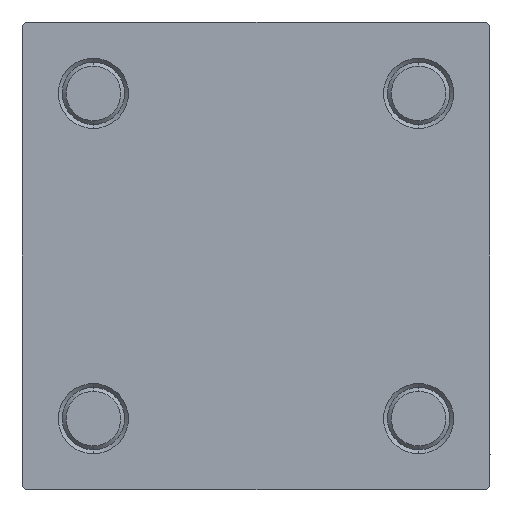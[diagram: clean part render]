
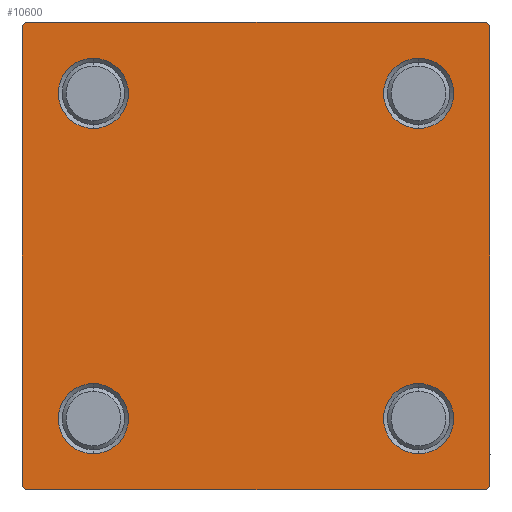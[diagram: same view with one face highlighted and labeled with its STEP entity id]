
A CAD part, left-side view. The second image highlights one B-rep face of the part: STEP entity #10600.
In plain terms, the highlighted planar face has unit normal (-1, 0, 0).
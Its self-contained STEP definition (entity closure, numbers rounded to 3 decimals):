
#210 = DIRECTION ( 'NONE',  ( 0., 0., 1. ) ) ;
#375 = DIRECTION ( 'NONE',  ( 1., 0., 0. ) ) ;
#584 = CARTESIAN_POINT ( 'NONE',  ( 0., 20.85, 20.85 ) ) ;
#624 = AXIS2_PLACEMENT_3D ( 'NONE', #584, #15969, #39444 ) ;
#707 = EDGE_CURVE ( 'NONE', #44231, #7757, #38356, .T. ) ;
#721 = LINE ( 'NONE', #47366, #42978 ) ;
#1155 = AXIS2_PLACEMENT_3D ( 'NONE', #7782, #38576, #210 ) ;
#1449 = CARTESIAN_POINT ( 'NONE',  ( 0., 29.5, 30. ) ) ;
#2113 = VERTEX_POINT ( 'NONE', #26704 ) ;
#2187 = ORIENTED_EDGE ( 'NONE', *, *, #46413, .T. ) ;
#2703 = EDGE_CURVE ( 'NONE', #7757, #9772, #13718, .T. ) ;
#2950 = CARTESIAN_POINT ( 'NONE',  ( 0., 20.85, -20.85 ) ) ;
#3511 = DIRECTION ( 'NONE',  ( 1., 0., 0. ) ) ;
#3985 = CARTESIAN_POINT ( 'NONE',  ( 0., -29.5, -30. ) ) ;
#4079 = DIRECTION ( 'NONE',  ( 0., 0.707, -0.707 ) ) ;
#4270 = DIRECTION ( 'NONE',  ( 1., 0., 0. ) ) ;
#4581 = FACE_BOUND ( 'NONE', #27419, .T. ) ;
#5296 = EDGE_LOOP ( 'NONE', ( #41924, #41985 ) ) ;
#5359 = ORIENTED_EDGE ( 'NONE', *, *, #26262, .T. ) ;
#5450 = CARTESIAN_POINT ( 'NONE',  ( 0., 30., 29.5 ) ) ;
#6347 = CARTESIAN_POINT ( 'NONE',  ( 0., -29.75, 29.75 ) ) ;
#7561 = EDGE_LOOP ( 'NONE', ( #38264, #27478, #13180, #29074, #29893, #46715, #26332, #16852 ) ) ;
#7757 = VERTEX_POINT ( 'NONE', #31086 ) ;
#7782 = CARTESIAN_POINT ( 'NONE',  ( 0., 20.85, -20.85 ) ) ;
#7863 = DIRECTION ( 'NONE',  ( -1., 0., 0. ) ) ;
#7936 = DIRECTION ( 'NONE',  ( 1., 0., 0. ) ) ;
#8360 = FACE_BOUND ( 'NONE', #47215, .T. ) ;
#9182 = CIRCLE ( 'NONE', #1155, 4.5 ) ;
#9254 = CARTESIAN_POINT ( 'NONE',  ( 0., 30., -30. ) ) ;
#9696 = DIRECTION ( 'NONE',  ( 0., -0.707, -0.707 ) ) ;
#9772 = VERTEX_POINT ( 'NONE', #10638 ) ;
#10419 = CARTESIAN_POINT ( 'NONE',  ( 0., -20.85, 25.35 ) ) ;
#10549 = AXIS2_PLACEMENT_3D ( 'NONE', #27122, #7936, #23333 ) ;
#10600 = ADVANCED_FACE ( 'NONE', ( #45969, #8360, #38901, #4581, #34370 ), #49735, .T. ) ;
#10638 = CARTESIAN_POINT ( 'NONE',  ( 0., 29.5, -30. ) ) ;
#11876 = CIRCLE ( 'NONE', #624, 4.5 ) ;
#12126 = CARTESIAN_POINT ( 'NONE',  ( 0., 0., 0. ) ) ;
#12164 = VERTEX_POINT ( 'NONE', #30557 ) ;
#12495 = DIRECTION ( 'NONE',  ( 1., 0., 0. ) ) ;
#13180 = ORIENTED_EDGE ( 'NONE', *, *, #41987, .T. ) ;
#13310 = LINE ( 'NONE', #13807, #33428 ) ;
#13700 = VERTEX_POINT ( 'NONE', #18884 ) ;
#13718 = LINE ( 'NONE', #44765, #31669 ) ;
#13807 = CARTESIAN_POINT ( 'NONE',  ( 0., -30., 30. ) ) ;
#13898 = EDGE_CURVE ( 'NONE', #37164, #43368, #15927, .T. ) ;
#14376 = DIRECTION ( 'NONE',  ( 0., -1., 0. ) ) ;
#14492 = VERTEX_POINT ( 'NONE', #47505 ) ;
#15434 = CARTESIAN_POINT ( 'NONE',  ( 0., 29.75, 29.75 ) ) ;
#15927 = CIRCLE ( 'NONE', #40898, 4.5 ) ;
#15969 = DIRECTION ( 'NONE',  ( 1., 0., 0. ) ) ;
#16048 = VERTEX_POINT ( 'NONE', #36768 ) ;
#16097 = DIRECTION ( 'NONE',  ( 0., -0.707, 0.707 ) ) ;
#16111 = CARTESIAN_POINT ( 'NONE',  ( 0., -20.85, 20.85 ) ) ;
#16852 = ORIENTED_EDGE ( 'NONE', *, *, #17697, .T. ) ;
#16881 = VERTEX_POINT ( 'NONE', #21310 ) ;
#17697 = EDGE_CURVE ( 'NONE', #40332, #44231, #31573, .T. ) ;
#18384 = DIRECTION ( 'NONE',  ( 0., 0., 1. ) ) ;
#18600 = VERTEX_POINT ( 'NONE', #25241 ) ;
#18884 = CARTESIAN_POINT ( 'NONE',  ( 0., -30., 29.5 ) ) ;
#19230 = EDGE_LOOP ( 'NONE', ( #5359, #20377 ) ) ;
#20377 = ORIENTED_EDGE ( 'NONE', *, *, #13898, .T. ) ;
#21192 = VERTEX_POINT ( 'NONE', #30540 ) ;
#21310 = CARTESIAN_POINT ( 'NONE',  ( 0., 20.85, -16.35 ) ) ;
#21634 = VERTEX_POINT ( 'NONE', #36255 ) ;
#22456 = AXIS2_PLACEMENT_3D ( 'NONE', #30256, #3511, #18384 ) ;
#22698 = VECTOR ( 'NONE', #14376, 1000. ) ;
#23014 = VECTOR ( 'NONE', #24643, 1000. ) ;
#23333 = DIRECTION ( 'NONE',  ( 0., 0., 1. ) ) ;
#24643 = DIRECTION ( 'NONE',  ( 0., -1., 0. ) ) ;
#25241 = CARTESIAN_POINT ( 'NONE',  ( 0., -20.85, -16.35 ) ) ;
#25461 = AXIS2_PLACEMENT_3D ( 'NONE', #12126, #7863, #26804 ) ;
#25777 = DIRECTION ( 'NONE',  ( 0., 0.707, 0.707 ) ) ;
#26262 = EDGE_CURVE ( 'NONE', #43368, #37164, #39594, .T. ) ;
#26332 = ORIENTED_EDGE ( 'NONE', *, *, #27569, .F. ) ;
#26704 = CARTESIAN_POINT ( 'NONE',  ( 0., 20.85, 25.35 ) ) ;
#26804 = DIRECTION ( 'NONE',  ( 0., 0., 1. ) ) ;
#26809 = CIRCLE ( 'NONE', #38907, 4.5 ) ;
#26995 = EDGE_CURVE ( 'NONE', #2113, #16048, #42803, .T. ) ;
#27122 = CARTESIAN_POINT ( 'NONE',  ( 0., 20.85, 20.85 ) ) ;
#27215 = ORIENTED_EDGE ( 'NONE', *, *, #26995, .T. ) ;
#27419 = EDGE_LOOP ( 'NONE', ( #27215, #2187 ) ) ;
#27478 = ORIENTED_EDGE ( 'NONE', *, *, #2703, .T. ) ;
#27569 = EDGE_CURVE ( 'NONE', #40332, #21192, #45418, .T. ) ;
#27661 = DIRECTION ( 'NONE',  ( 0., 0., 1. ) ) ;
#28278 = AXIS2_PLACEMENT_3D ( 'NONE', #16111, #4270, #43129 ) ;
#28428 = LINE ( 'NONE', #9254, #23014 ) ;
#29074 = ORIENTED_EDGE ( 'NONE', *, *, #32597, .T. ) ;
#29457 = DIRECTION ( 'NONE',  ( 0., 0., -1. ) ) ;
#29893 = ORIENTED_EDGE ( 'NONE', *, *, #39041, .F. ) ;
#29954 = CARTESIAN_POINT ( 'NONE',  ( 0., -20.85, 20.85 ) ) ;
#30256 = CARTESIAN_POINT ( 'NONE',  ( 0., -20.85, -20.85 ) ) ;
#30540 = CARTESIAN_POINT ( 'NONE',  ( 0., -29.5, 30. ) ) ;
#30557 = CARTESIAN_POINT ( 'NONE',  ( 0., 20.85, -25.35 ) ) ;
#30679 = ORIENTED_EDGE ( 'NONE', *, *, #34703, .T. ) ;
#31029 = DIRECTION ( 'NONE',  ( 0., 0., -1. ) ) ;
#31086 = CARTESIAN_POINT ( 'NONE',  ( 0., 30., -29.5 ) ) ;
#31415 = DIRECTION ( 'NONE',  ( 0., 0., 1. ) ) ;
#31573 = LINE ( 'NONE', #15434, #48263 ) ;
#31669 = VECTOR ( 'NONE', #9696, 1000. ) ;
#32039 = VECTOR ( 'NONE', #25777, 1000. ) ;
#32597 = EDGE_CURVE ( 'NONE', #34354, #14492, #721, .T. ) ;
#33428 = VECTOR ( 'NONE', #29457, 1000. ) ;
#34237 = DIRECTION ( 'NONE',  ( 0., 0., 1. ) ) ;
#34354 = VERTEX_POINT ( 'NONE', #3985 ) ;
#34370 = FACE_OUTER_BOUND ( 'NONE', #7561, .T. ) ;
#34703 = EDGE_CURVE ( 'NONE', #21634, #18600, #26809, .T. ) ;
#36255 = CARTESIAN_POINT ( 'NONE',  ( 0., -20.85, -25.35 ) ) ;
#36768 = CARTESIAN_POINT ( 'NONE',  ( 0., 20.85, 16.35 ) ) ;
#37164 = VERTEX_POINT ( 'NONE', #48348 ) ;
#37202 = ORIENTED_EDGE ( 'NONE', *, *, #49557, .T. ) ;
#38231 = EDGE_CURVE ( 'NONE', #16881, #12164, #9182, .T. ) ;
#38246 = CARTESIAN_POINT ( 'NONE',  ( 0., -20.85, -20.85 ) ) ;
#38264 = ORIENTED_EDGE ( 'NONE', *, *, #707, .T. ) ;
#38356 = LINE ( 'NONE', #42137, #45311 ) ;
#38576 = DIRECTION ( 'NONE',  ( 1., 0., 0. ) ) ;
#38901 = FACE_BOUND ( 'NONE', #5296, .T. ) ;
#38907 = AXIS2_PLACEMENT_3D ( 'NONE', #38246, #375, #31415 ) ;
#39041 = EDGE_CURVE ( 'NONE', #13700, #14492, #13310, .T. ) ;
#39444 = DIRECTION ( 'NONE',  ( 0., 0., 1. ) ) ;
#39594 = CIRCLE ( 'NONE', #28278, 4.5 ) ;
#40332 = VERTEX_POINT ( 'NONE', #1449 ) ;
#40894 = AXIS2_PLACEMENT_3D ( 'NONE', #2950, #45830, #34237 ) ;
#40898 = AXIS2_PLACEMENT_3D ( 'NONE', #29954, #12495, #27661 ) ;
#41171 = LINE ( 'NONE', #6347, #32039 ) ;
#41721 = CIRCLE ( 'NONE', #40894, 4.5 ) ;
#41924 = ORIENTED_EDGE ( 'NONE', *, *, #38231, .T. ) ;
#41985 = ORIENTED_EDGE ( 'NONE', *, *, #46825, .T. ) ;
#41987 = EDGE_CURVE ( 'NONE', #9772, #34354, #28428, .T. ) ;
#42137 = CARTESIAN_POINT ( 'NONE',  ( 0., 30., 30. ) ) ;
#42803 = CIRCLE ( 'NONE', #10549, 4.5 ) ;
#42978 = VECTOR ( 'NONE', #16097, 1000. ) ;
#43129 = DIRECTION ( 'NONE',  ( 0., 0., 1. ) ) ;
#43368 = VERTEX_POINT ( 'NONE', #10419 ) ;
#44231 = VERTEX_POINT ( 'NONE', #5450 ) ;
#44765 = CARTESIAN_POINT ( 'NONE',  ( 0., 29.75, -29.75 ) ) ;
#45311 = VECTOR ( 'NONE', #31029, 1000. ) ;
#45418 = LINE ( 'NONE', #48692, #22698 ) ;
#45830 = DIRECTION ( 'NONE',  ( 1., 0., 0. ) ) ;
#45969 = FACE_BOUND ( 'NONE', #19230, .T. ) ;
#46413 = EDGE_CURVE ( 'NONE', #16048, #2113, #11876, .T. ) ;
#46528 = EDGE_CURVE ( 'NONE', #13700, #21192, #41171, .T. ) ;
#46715 = ORIENTED_EDGE ( 'NONE', *, *, #46528, .T. ) ;
#46825 = EDGE_CURVE ( 'NONE', #12164, #16881, #41721, .T. ) ;
#47215 = EDGE_LOOP ( 'NONE', ( #37202, #30679 ) ) ;
#47366 = CARTESIAN_POINT ( 'NONE',  ( 0., -29.75, -29.75 ) ) ;
#47505 = CARTESIAN_POINT ( 'NONE',  ( 0., -30., -29.5 ) ) ;
#48218 = CIRCLE ( 'NONE', #22456, 4.5 ) ;
#48263 = VECTOR ( 'NONE', #4079, 1000. ) ;
#48348 = CARTESIAN_POINT ( 'NONE',  ( 0., -20.85, 16.35 ) ) ;
#48692 = CARTESIAN_POINT ( 'NONE',  ( 0., 30., 30. ) ) ;
#49557 = EDGE_CURVE ( 'NONE', #18600, #21634, #48218, .T. ) ;
#49735 = PLANE ( 'NONE',  #25461 ) ;
